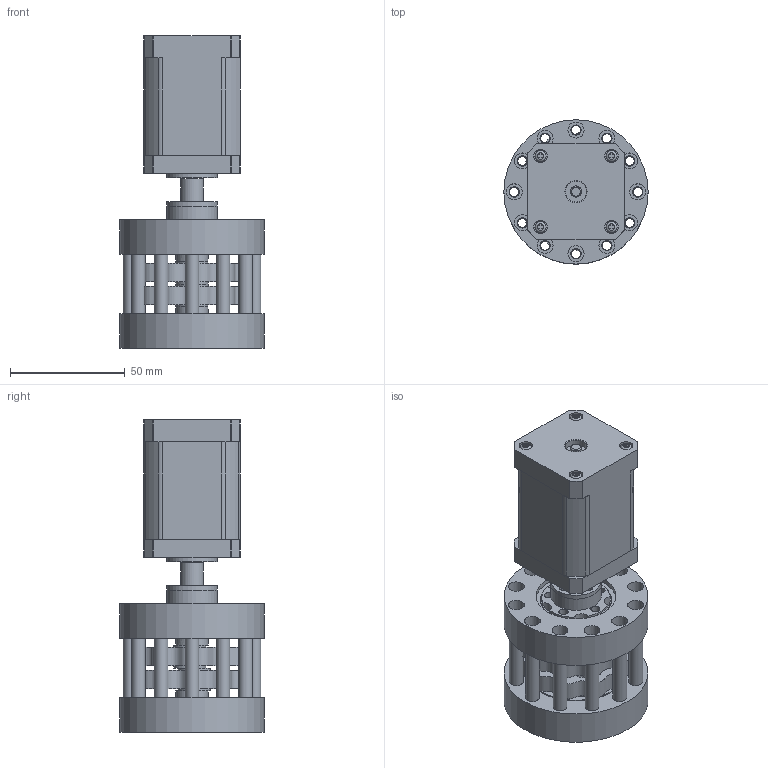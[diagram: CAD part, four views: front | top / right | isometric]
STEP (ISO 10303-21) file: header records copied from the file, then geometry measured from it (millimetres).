
FILE_DESCRIPTION(/* description */ (''),/* implementation_level */ '2;1');
FILE_NAME(/* name */ 'with engine v2.step',/* time_stamp */ '2024-05-28T16:33:43+02:00',/* author */ (''),/* organization */ (''),/* preprocessor_version */ 'ST-DEVELOPER v20',/* originating_system */ 'Autodesk Translation Framework v13.14.0.145',/* authorisation */ '');
FILE_SCHEMA (('AUTOMOTIVE_DESIGN { 1 0 10303 214 3 1 1 }'));
Length unit declared in the file: millimetre
Products named in the file (20): with engine; Assembly; output_shaft_cover; output_shaft_cover_thread; Shaft; Normalny; Shifted; Shifted_2; normalny2; Cycloid_R27_Rr3_N12_E1.3; Cycloid_R27_Rr3_N12_E1.3_1; Cover; output_shaft; output_shaft_thread; Bearing_42_30_7mm; Bearing_18_12_4mm; Pins; Motor Coupling 5mm; CouplingcONNECTOR; NEMA17 17HS8401
Assembly tree (24 placements, depth 4):
  with engine
    Assembly
      output_shaft_cover
      output_shaft_cover_thread
      Shaft
        Normalny
        Shifted
        Shifted_2
        normalny2
      Bearing_42_30_7mm  x2
      Cycloid_R27_Rr3_N12_E1.3
        Cover
      Cycloid_R27_Rr3_N12_E1.3_1
        Cover
      output_shaft
      output_shaft_thread
      Bearing_18_12_4mm  x4
      Pins
    Motor Coupling 5mm
    CouplingcONNECTOR
    NEMA17 17HS8401
Bounding box: 63 x 63 x 136.35 mm (x, y, z)
Volume: 207646.2 mm3; surface area: 88355.4 mm2
Topology: 41 solids, 41 shells, 567 faces, 1257 edges, 831 vertices
Faces by surface type: plane 301, cylinder 258, torus 5, bspline 2, cone 1
Full cylindrical faces by diameter (mm): 2.459 x4, 3 x8, 3.1 x5, 4 x22, 4.5 x22, 4.7 x12, 4.826 x4, 5 x3, 5.842 x4, 6 x13, 7 x17, 8.6 x10, 9.144 x2, 10 x1, 12 x9, 13 x8, 14 x6, 16 x4, 17 x10, 18 x6, 18.2 x2, 21 x4, 22 x3, 30 x2, 31 x4, 35 x2, 36 x4, 37 x4, 42 x2, 43 x2
Entity records: 16745 total; most frequent: CARTESIAN_POINT 3749, DIRECTION 2728, ORIENTED_EDGE 2308, EDGE_CURVE 1154, AXIS2_PLACEMENT_3D 1094, VERTEX_POINT 763, EDGE_LOOP 715, CIRCLE 548
